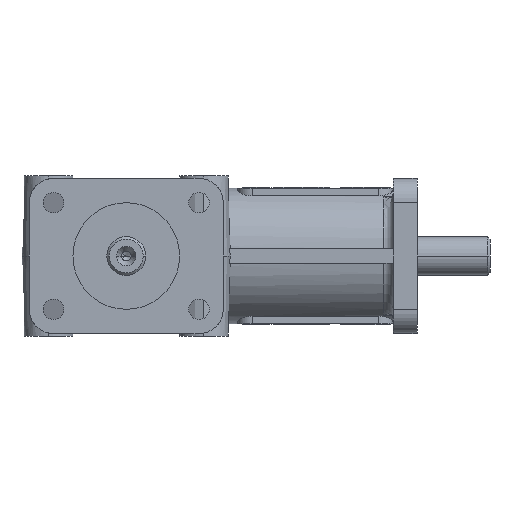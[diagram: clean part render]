
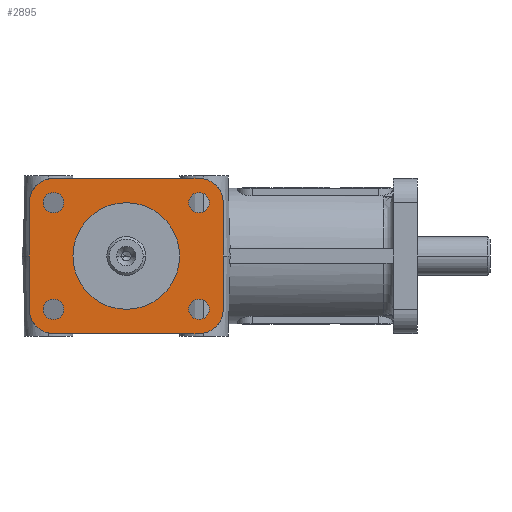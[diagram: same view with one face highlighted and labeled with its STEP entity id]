
A CAD part, left-side view. The second image highlights one B-rep face of the part: STEP entity #2895.
In plain terms, the highlighted planar face has unit normal (-1, 0, 0).
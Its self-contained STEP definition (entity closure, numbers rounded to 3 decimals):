
#2895=ADVANCED_FACE('',(#5883,#5884,#5885,#5886,#5887,#5888),#5889,.T.);
#5883=FACE_OUTER_BOUND('',#9205,.T.);
#5884=FACE_BOUND('',#9206,.T.);
#5885=FACE_BOUND('',#9207,.T.);
#5886=FACE_BOUND('',#9208,.T.);
#5887=FACE_BOUND('',#9209,.T.);
#5888=FACE_BOUND('',#9210,.T.);
#5889=PLANE('',#9211);
#9205=EDGE_LOOP('',(#24086,#24087,#24088,#24089,#24090,#24091,#24092,#24093));
#9206=EDGE_LOOP('',(#24094,#24095,#24096));
#9207=EDGE_LOOP('',(#24097,#24098,#24099));
#9208=EDGE_LOOP('',(#24100,#24101,#24102));
#9209=EDGE_LOOP('',(#24103,#24104,#24105));
#9210=EDGE_LOOP('',(#24106,#24107,#24108));
#9211=AXIS2_PLACEMENT_3D('',#24109,#24110,#24111);
#24086=ORIENTED_EDGE('',*,*,#27647,.T.);
#24087=ORIENTED_EDGE('',*,*,#27217,.T.);
#24088=ORIENTED_EDGE('',*,*,#26046,.T.);
#24089=ORIENTED_EDGE('',*,*,#27586,.T.);
#24090=ORIENTED_EDGE('',*,*,#25947,.T.);
#24091=ORIENTED_EDGE('',*,*,#27748,.T.);
#24092=ORIENTED_EDGE('',*,*,#26381,.T.);
#24093=ORIENTED_EDGE('',*,*,#26772,.T.);
#24094=ORIENTED_EDGE('',*,*,#27693,.F.);
#24095=ORIENTED_EDGE('',*,*,#27692,.F.);
#24096=ORIENTED_EDGE('',*,*,#27205,.F.);
#24097=ORIENTED_EDGE('',*,*,#27592,.F.);
#24098=ORIENTED_EDGE('',*,*,#27591,.F.);
#24099=ORIENTED_EDGE('',*,*,#26187,.F.);
#24100=ORIENTED_EDGE('',*,*,#25717,.F.);
#24101=ORIENTED_EDGE('',*,*,#25716,.F.);
#24102=ORIENTED_EDGE('',*,*,#26593,.F.);
#24103=ORIENTED_EDGE('',*,*,#26835,.F.);
#24104=ORIENTED_EDGE('',*,*,#26834,.F.);
#24105=ORIENTED_EDGE('',*,*,#24487,.F.);
#24106=ORIENTED_EDGE('',*,*,#26371,.T.);
#24107=ORIENTED_EDGE('',*,*,#26646,.T.);
#24108=ORIENTED_EDGE('',*,*,#26372,.T.);
#24109=CARTESIAN_POINT('',(-34.0,0.0,0.));
#24110=DIRECTION('',(-1.0,0.,0.0));
#24111=DIRECTION('',(0.0,0.0,1.0));
#24487=EDGE_CURVE('',#28370,#28366,#28372,.T.);
#25716=EDGE_CURVE('',#30461,#30463,#30464,.T.);
#25717=EDGE_CURVE('',#30463,#30465,#30466,.T.);
#25947=EDGE_CURVE('',#30816,#30817,#30818,.T.);
#26046=EDGE_CURVE('',#30961,#30962,#30963,.T.);
#26187=EDGE_CURVE('',#31166,#31164,#31168,.T.);
#26371=EDGE_CURVE('',#31426,#31424,#31427,.T.);
#26372=EDGE_CURVE('',#31428,#31426,#31429,.T.);
#26381=EDGE_CURVE('',#31440,#31441,#31442,.T.);
#26593=EDGE_CURVE('',#30465,#30461,#31748,.T.);
#26646=EDGE_CURVE('',#31424,#31428,#31817,.T.);
#26772=EDGE_CURVE('',#31441,#31984,#31985,.T.);
#26834=EDGE_CURVE('',#28366,#32065,#32066,.T.);
#26835=EDGE_CURVE('',#32065,#28370,#32067,.T.);
#27205=EDGE_CURVE('',#32546,#32544,#32548,.T.);
#27217=EDGE_CURVE('',#32562,#30961,#32563,.T.);
#27586=EDGE_CURVE('',#30962,#30816,#32974,.T.);
#27591=EDGE_CURVE('',#31164,#32979,#32980,.T.);
#27592=EDGE_CURVE('',#32979,#31166,#32981,.T.);
#27647=EDGE_CURVE('',#31984,#32562,#33038,.T.);
#27692=EDGE_CURVE('',#32544,#33084,#33085,.T.);
#27693=EDGE_CURVE('',#33084,#32546,#33086,.T.);
#27748=EDGE_CURVE('',#30817,#31440,#33141,.T.);
#28366=VERTEX_POINT('',#34918);
#28370=VERTEX_POINT('',#34923);
#28372=CIRCLE('',#34926,2.1);
#30461=VERTEX_POINT('',#44447);
#30463=VERTEX_POINT('',#44450);
#30464=CIRCLE('',#44451,2.1);
#30465=VERTEX_POINT('',#44452);
#30466=CIRCLE('',#44453,2.1);
#30816=VERTEX_POINT('',#45448);
#30817=VERTEX_POINT('',#45449);
#30818=CIRCLE('',#45450,5.0);
#30961=VERTEX_POINT('',#45781);
#30962=VERTEX_POINT('',#45782);
#30963=CIRCLE('',#45783,5.0);
#31164=VERTEX_POINT('',#46430);
#31166=VERTEX_POINT('',#46433);
#31168=CIRCLE('',#46436,2.1);
#31424=VERTEX_POINT('',#47505);
#31426=VERTEX_POINT('',#47508);
#31427=CIRCLE('',#47509,11.0);
#31428=VERTEX_POINT('',#47510);
#31429=CIRCLE('',#47511,11.0);
#31440=VERTEX_POINT('',#47530);
#31441=VERTEX_POINT('',#47531);
#31442=CIRCLE('',#47532,5.0);
#31748=CIRCLE('',#48564,2.1);
#31817=CIRCLE('',#48938,11.0);
#31984=VERTEX_POINT('',#49682);
#31985=LINE('',#49683,#49684);
#32065=VERTEX_POINT('',#49959);
#32066=CIRCLE('',#49960,2.1);
#32067=CIRCLE('',#49961,2.1);
#32544=VERTEX_POINT('',#51818);
#32546=VERTEX_POINT('',#51821);
#32548=CIRCLE('',#51824,2.1);
#32562=VERTEX_POINT('',#51882);
#32563=LINE('',#51883,#51884);
#32974=LINE('',#53654,#53655);
#32979=VERTEX_POINT('',#53661);
#32980=CIRCLE('',#53662,2.1);
#32981=CIRCLE('',#53663,2.1);
#33038=CIRCLE('',#53806,5.0);
#33084=VERTEX_POINT('',#53888);
#33085=CIRCLE('',#53889,2.1);
#33086=CIRCLE('',#53890,2.1);
#33141=LINE('',#54052,#54053);
#34918=CARTESIAN_POINT('',(-34.0,12.9,-11.0));
#34923=CARTESIAN_POINT('',(-34.0,17.1,-11.0));
#34926=AXIS2_PLACEMENT_3D('',#54380,#54381,#54382);
#44447=CARTESIAN_POINT('',(-34.0,-17.1,-11.0));
#44450=CARTESIAN_POINT('',(-34.0,-15.0,-8.9));
#44451=AXIS2_PLACEMENT_3D('',#55174,#55175,#55176);
#44452=CARTESIAN_POINT('',(-34.0,-12.9,-11.0));
#44453=AXIS2_PLACEMENT_3D('',#55177,#55178,#55179);
#45448=CARTESIAN_POINT('',(-34.0,-20.0,11.0));
#45449=CARTESIAN_POINT('',(-34.0,-15.0,16.0));
#45450=AXIS2_PLACEMENT_3D('',#55391,#55392,#55393);
#45781=CARTESIAN_POINT('',(-34.0,-15.0,-16.0));
#45782=CARTESIAN_POINT('',(-34.0,-20.0,-11.0));
#45783=AXIS2_PLACEMENT_3D('',#55467,#55468,#55469);
#46430=CARTESIAN_POINT('',(-34.0,-17.1,11.0));
#46433=CARTESIAN_POINT('',(-34.0,-12.9,11.0));
#46436=AXIS2_PLACEMENT_3D('',#55567,#55568,#55569);
#47505=CARTESIAN_POINT('',(-34.0,-11.0,0.));
#47508=CARTESIAN_POINT('',(-34.0,0.,11.0));
#47509=AXIS2_PLACEMENT_3D('',#55681,#55682,#55683);
#47510=CARTESIAN_POINT('',(-34.0,11.0,0.));
#47511=AXIS2_PLACEMENT_3D('',#55684,#55685,#55686);
#47530=CARTESIAN_POINT('',(-34.0,15.0,16.0));
#47531=CARTESIAN_POINT('',(-34.0,20.0,11.0));
#47532=AXIS2_PLACEMENT_3D('',#55695,#55696,#55697);
#48564=AXIS2_PLACEMENT_3D('',#55846,#55847,#55848);
#48938=AXIS2_PLACEMENT_3D('',#55868,#55869,#55870);
#49682=CARTESIAN_POINT('',(-34.0,20.0,-11.0));
#49683=CARTESIAN_POINT('',(-34.0,20.0,11.0));
#49684=VECTOR('',#55962,1000.0);
#49959=CARTESIAN_POINT('',(-34.0,15.0,-8.9));
#49960=AXIS2_PLACEMENT_3D('',#55998,#55999,#56000);
#49961=AXIS2_PLACEMENT_3D('',#56001,#56002,#56003);
#51818=CARTESIAN_POINT('',(-34.0,12.9,11.0));
#51821=CARTESIAN_POINT('',(-34.0,17.1,11.0));
#51824=AXIS2_PLACEMENT_3D('',#56238,#56239,#56240);
#51882=CARTESIAN_POINT('',(-34.0,15.0,-16.0));
#51883=CARTESIAN_POINT('',(-34.0,15.0,-16.0));
#51884=VECTOR('',#56245,1000.0);
#53654=CARTESIAN_POINT('',(-34.0,-20.0,-11.0));
#53655=VECTOR('',#56426,1000.0);
#53661=CARTESIAN_POINT('',(-34.0,-15.0,13.1));
#53662=AXIS2_PLACEMENT_3D('',#56428,#56429,#56430);
#53663=AXIS2_PLACEMENT_3D('',#56431,#56432,#56433);
#53806=AXIS2_PLACEMENT_3D('',#56451,#56452,#56453);
#53888=CARTESIAN_POINT('',(-34.0,15.0,13.1));
#53889=AXIS2_PLACEMENT_3D('',#56459,#56460,#56461);
#53890=AXIS2_PLACEMENT_3D('',#56462,#56463,#56464);
#54052=CARTESIAN_POINT('',(-34.0,-15.0,16.0));
#54053=VECTOR('',#56484,1000.0);
#54380=CARTESIAN_POINT('',(-34.0,15.0,-11.0));
#54381=DIRECTION('',(-1.0,0.,0.0));
#54382=DIRECTION('',(0.0,0.0,1.0));
#55174=CARTESIAN_POINT('',(-34.0,-15.0,-11.0));
#55175=DIRECTION('',(-1.0,0.,0.0));
#55176=DIRECTION('',(0.0,0.0,1.0));
#55177=CARTESIAN_POINT('',(-34.0,-15.0,-11.0));
#55178=DIRECTION('',(-1.0,0.,0.0));
#55179=DIRECTION('',(0.0,0.0,1.0));
#55391=CARTESIAN_POINT('',(-34.0,-15.0,11.0));
#55392=DIRECTION('',(-1.0,0.0,0.0));
#55393=DIRECTION('',(0.0,1.0,0.0));
#55467=CARTESIAN_POINT('',(-34.0,-15.0,-11.0));
#55468=DIRECTION('',(-1.0,0.0,0.0));
#55469=DIRECTION('',(0.0,1.0,0.0));
#55567=CARTESIAN_POINT('',(-34.0,-15.0,11.0));
#55568=DIRECTION('',(-1.0,0.,0.0));
#55569=DIRECTION('',(0.0,0.0,1.0));
#55681=CARTESIAN_POINT('',(-34.0,0.,0.));
#55682=DIRECTION('',(1.0,0.,0.0));
#55683=DIRECTION('',(0.0,0.0,1.0));
#55684=CARTESIAN_POINT('',(-34.0,0.,0.));
#55685=DIRECTION('',(1.0,0.,0.0));
#55686=DIRECTION('',(0.0,0.0,1.0));
#55695=CARTESIAN_POINT('',(-34.0,15.0,11.0));
#55696=DIRECTION('',(-1.0,0.0,0.0));
#55697=DIRECTION('',(0.0,-1.0,0.0));
#55846=CARTESIAN_POINT('',(-34.0,-15.0,-11.0));
#55847=DIRECTION('',(-1.0,0.,0.0));
#55848=DIRECTION('',(0.0,0.0,1.0));
#55868=CARTESIAN_POINT('',(-34.0,0.,0.));
#55869=DIRECTION('',(1.0,0.,0.0));
#55870=DIRECTION('',(0.0,0.0,1.0));
#55962=DIRECTION('',(0.0,0.,-1.0));
#55998=CARTESIAN_POINT('',(-34.0,15.0,-11.0));
#55999=DIRECTION('',(-1.0,0.,0.0));
#56000=DIRECTION('',(0.0,0.0,1.0));
#56001=CARTESIAN_POINT('',(-34.0,15.0,-11.0));
#56002=DIRECTION('',(-1.0,0.,0.0));
#56003=DIRECTION('',(0.0,0.0,1.0));
#56238=CARTESIAN_POINT('',(-34.0,15.0,11.0));
#56239=DIRECTION('',(-1.0,0.,0.0));
#56240=DIRECTION('',(0.0,0.0,1.0));
#56245=DIRECTION('',(0.0,-1.0,0.0));
#56426=DIRECTION('',(0.0,0.,1.0));
#56428=CARTESIAN_POINT('',(-34.0,-15.0,11.0));
#56429=DIRECTION('',(-1.0,0.,0.0));
#56430=DIRECTION('',(0.0,0.0,1.0));
#56431=CARTESIAN_POINT('',(-34.0,-15.0,11.0));
#56432=DIRECTION('',(-1.0,0.,0.0));
#56433=DIRECTION('',(0.0,0.0,1.0));
#56451=CARTESIAN_POINT('',(-34.0,15.0,-11.0));
#56452=DIRECTION('',(-1.0,0.0,0.0));
#56453=DIRECTION('',(0.0,-1.0,0.0));
#56459=CARTESIAN_POINT('',(-34.0,15.0,11.0));
#56460=DIRECTION('',(-1.0,0.,0.0));
#56461=DIRECTION('',(0.0,0.0,1.0));
#56462=CARTESIAN_POINT('',(-34.0,15.0,11.0));
#56463=DIRECTION('',(-1.0,0.,0.0));
#56464=DIRECTION('',(0.0,0.0,1.0));
#56484=DIRECTION('',(0.0,1.0,0.0));
